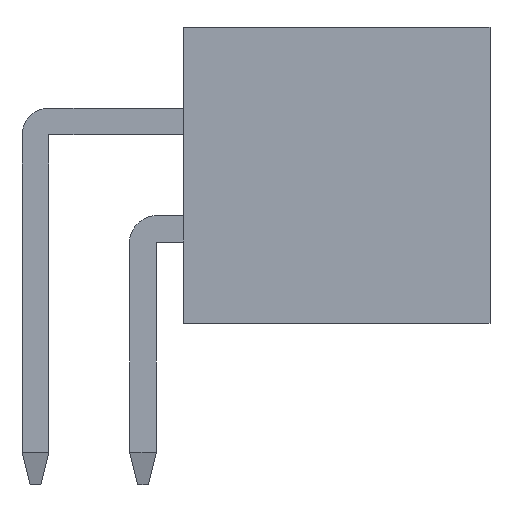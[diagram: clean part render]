
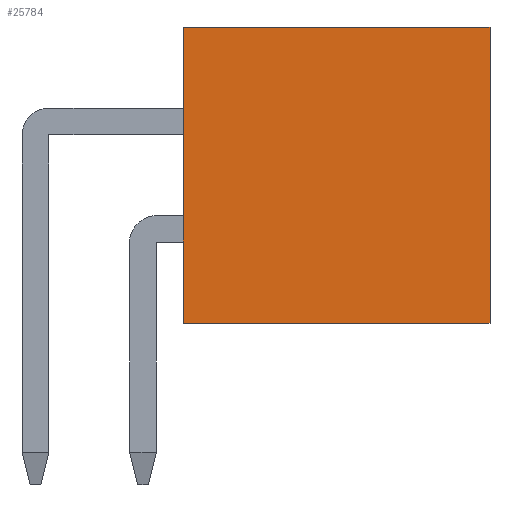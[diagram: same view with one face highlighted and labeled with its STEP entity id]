
A CAD part, front view. The second image highlights one B-rep face of the part: STEP entity #25784.
In plain terms, the highlighted face is planar.
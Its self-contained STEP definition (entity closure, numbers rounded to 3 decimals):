
#1483=ORIENTED_EDGE('',*,*,#6298,.F.);
#1484=ORIENTED_EDGE('',*,*,#6299,.F.);
#1485=ORIENTED_EDGE('',*,*,#6300,.T.);
#1486=ORIENTED_EDGE('',*,*,#6301,.T.);
#6298=EDGE_CURVE('',#8652,#8653,#10504,.T.);
#6299=EDGE_CURVE('',#8654,#8652,#10505,.T.);
#6300=EDGE_CURVE('',#8654,#8655,#10506,.T.);
#6301=EDGE_CURVE('',#8655,#8653,#10507,.T.);
#8652=VERTEX_POINT('',#34517);
#8653=VERTEX_POINT('',#34518);
#8654=VERTEX_POINT('',#34520);
#8655=VERTEX_POINT('',#34522);
#10504=LINE('',#34516,#13042);
#10505=LINE('',#34519,#13043);
#10506=LINE('',#34521,#13044);
#10507=LINE('',#34523,#13045);
#13042=VECTOR('',#29266,1000.);
#13043=VECTOR('',#29267,1000.);
#13044=VECTOR('',#29268,1000.);
#13045=VECTOR('',#29269,1000.);
#14942=EDGE_LOOP('',(#1483,#1484,#1485,#1486));
#16088=FACE_BOUND('',#14942,.T.);
#17200=PLANE('',#26868);
#25784=ADVANCED_FACE('',(#16088),#17200,.T.);
#26868=AXIS2_PLACEMENT_3D('',#34515,#29264,#29265);
#29264=DIRECTION('',(1.,0.,0.));
#29265=DIRECTION('',(0.,0.,-1.));
#29266=DIRECTION('',(0.,0.,-1.));
#29267=DIRECTION('',(0.,1.,0.));
#29268=DIRECTION('',(0.,0.,-1.));
#29269=DIRECTION('',(0.,1.,0.));
#34515=CARTESIAN_POINT('',(20.625,-2.75,2.85));
#34516=CARTESIAN_POINT('',(20.625,2.75,2.85));
#34517=CARTESIAN_POINT('',(20.625,2.75,2.85));
#34518=CARTESIAN_POINT('',(20.625,2.75,-2.85));
#34519=CARTESIAN_POINT('',(20.625,-2.75,2.85));
#34520=CARTESIAN_POINT('',(20.625,-2.75,2.85));
#34521=CARTESIAN_POINT('',(20.625,-2.75,2.85));
#34522=CARTESIAN_POINT('',(20.625,-2.75,-2.85));
#34523=CARTESIAN_POINT('',(20.625,-2.75,-2.85));
